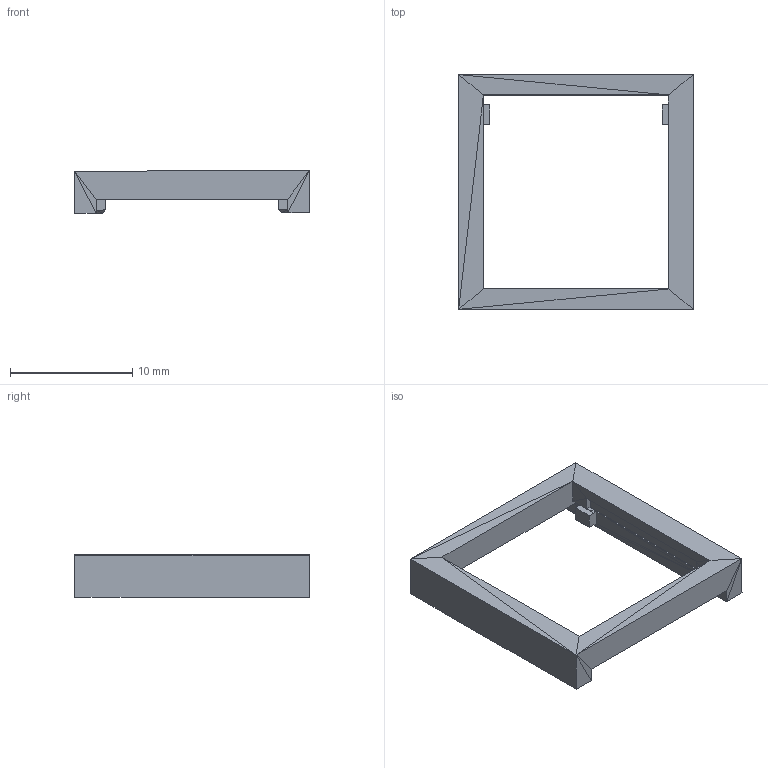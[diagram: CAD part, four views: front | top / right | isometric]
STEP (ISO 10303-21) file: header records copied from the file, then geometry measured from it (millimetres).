
FILE_DESCRIPTION(('FreeCAD Model'),'2;1');
FILE_NAME('Open CASCADE Shape Model','2025-09-09T19:20:50',(''),(''), 'Open CASCADE STEP processor 7.9','FreeCAD','Unknown');
FILE_SCHEMA(('AUTOMOTIVE_DESIGN { 1 0 10303 214 1 1 1 1 }'));
Length unit declared in the file: millimetre
Products named in the file (1): socket_choc_pcb_amoeba_hillside002 (Solid)001
Bounding box: 19.2 x 19.2 x 3.5 mm (x, y, z)
Volume: 365.8 mm3; surface area: 684.2 mm2
Topology: 1 solids, 1 shells, 95 faces, 179 edges, 84 vertices
Faces by surface type: plane 95
Entity records: 2211 total; most frequent: DIRECTION 371, CARTESIAN_POINT 359, ORIENTED_EDGE 358, EDGE_CURVE 179, LINE 179, VECTOR 179, AXIS2_PLACEMENT_3D 96, ADVANCED_FACE 95
